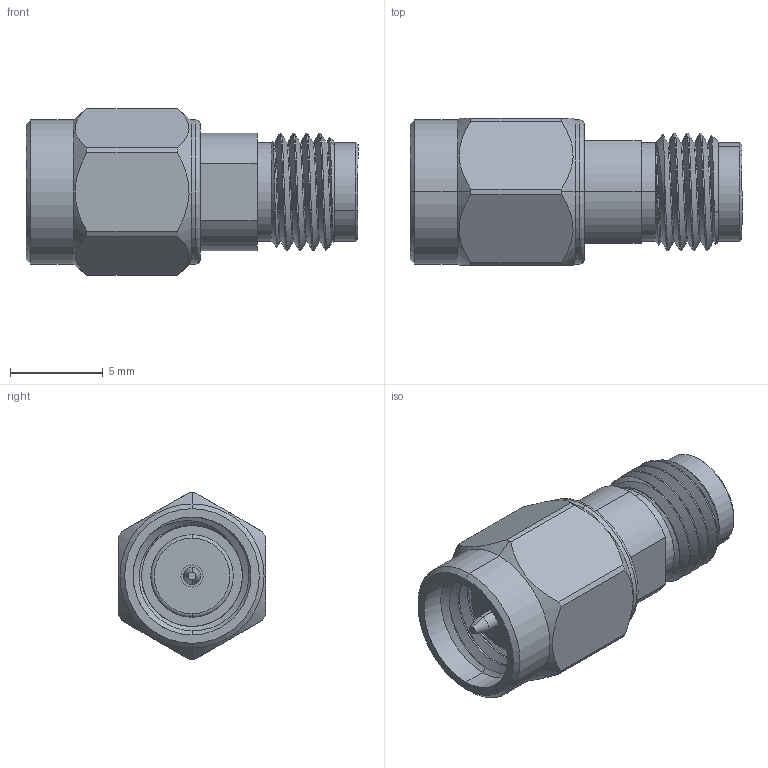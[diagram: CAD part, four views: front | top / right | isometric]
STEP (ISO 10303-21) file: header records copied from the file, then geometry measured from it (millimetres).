
FILE_DESCRIPTION (( 'STEP AP203' ), '1' );
FILE_NAME ('SM4970.step', '2018-08-21T15:50:06', ( '' ), ( '' ), 'SwSTEP 2.0', 'SolidWorks 2017', '' );
FILE_SCHEMA (( 'CONFIG_CONTROL_DESIGN' ));
Length unit declared in the file: inch
Products named in the file (1): SM4970
Bounding box: 17.88 x 7.94 x 8.99 mm (x, y, z)
Volume: 572.1 mm3; surface area: 762.1 mm2
Topology: 1 solids, 1 shells, 102 faces, 247 edges, 157 vertices
Faces by surface type: cylinder 51, cone 21, plane 20, bspline 6, torus 4
Entity records: 4840 total; most frequent: CARTESIAN_POINT 2516, ORIENTED_EDGE 494, DIRECTION 451, EDGE_CURVE 247, AXIS2_PLACEMENT_3D 185, VERTEX_POINT 157, EDGE_LOOP 112, FACE_OUTER_BOUND 102
